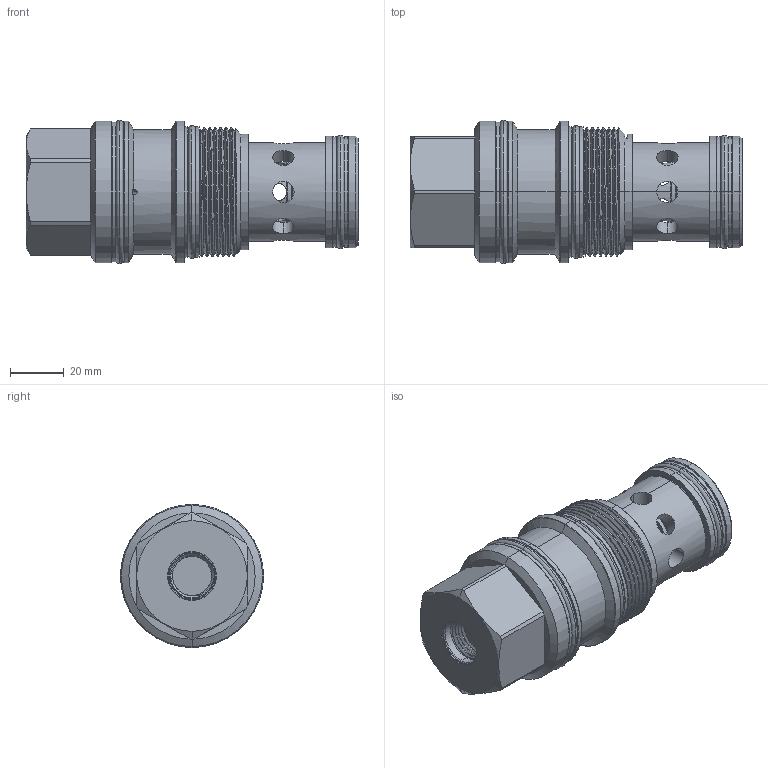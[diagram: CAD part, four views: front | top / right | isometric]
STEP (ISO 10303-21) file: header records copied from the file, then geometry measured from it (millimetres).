
FILE_DESCRIPTION (( 'STEP AP203' ), '1' );
FILE_NAME ('PB19A30-8.STEP', '2016-07-22T08:42:47', ( '' ), ( '' ), 'SwSTEP 2.0', 'SolidWorks 2012', '' );
FILE_SCHEMA (( 'CONFIG_CONTROL_DESIGN' ));
Length unit declared in the file: millimetre
Products named in the file (1): PB19A30-8
Bounding box: 123.1 x 53.11 x 53.11 mm (x, y, z)
Volume: 171352.8 mm3; surface area: 38696.9 mm2
Topology: 8 solids, 19 shells, 350 faces, 842 edges, 512 vertices
Faces by surface type: cylinder 194, plane 66, torus 42, cone 42, bspline 6
Entity records: 15186 total; most frequent: CARTESIAN_POINT 7047, DIRECTION 1709, ORIENTED_EDGE 1684, EDGE_CURVE 842, AXIS2_PLACEMENT_3D 744, VERTEX_POINT 512, EDGE_LOOP 410, CIRCLE 399
